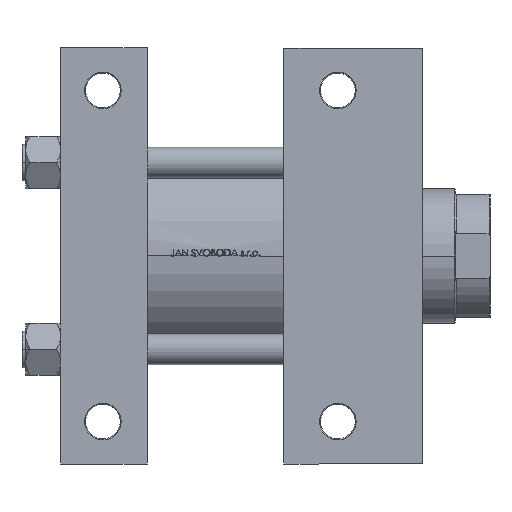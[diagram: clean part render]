
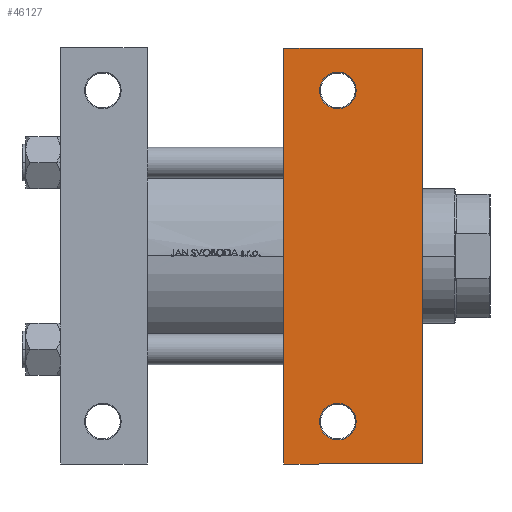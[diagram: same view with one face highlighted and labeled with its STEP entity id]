
A CAD part, front view. The second image highlights one B-rep face of the part: STEP entity #46127.
In plain terms, the highlighted face is planar.
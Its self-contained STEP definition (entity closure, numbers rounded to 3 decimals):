
#427 = EDGE_CURVE ( 'NONE', #29903, #10308, #4117, .T. ) ;
#434 = CARTESIAN_POINT ( 'NONE',  ( 144., -86., -65. ) ) ;
#1774 = CARTESIAN_POINT ( 'NONE',  ( 116., 108., -65. ) ) ;
#2456 = LINE ( 'NONE', #33381, #3310 ) ;
#2999 = EDGE_CURVE ( 'NONE', #12229, #49641, #9121, .T. ) ;
#3310 = VECTOR ( 'NONE', #25769, 1000. ) ;
#4117 = CIRCLE ( 'NONE', #30008, 9.499 ) ;
#4461 = CARTESIAN_POINT ( 'NONE',  ( 144., 86., -65. ) ) ;
#5445 = DIRECTION ( 'NONE',  ( 0., 0., 1. ) ) ;
#6532 = EDGE_CURVE ( 'NONE', #10308, #29903, #41351, .T. ) ;
#8275 = DIRECTION ( 'NONE',  ( 0., 1., 0. ) ) ;
#9121 = LINE ( 'NONE', #1774, #16138 ) ;
#9201 = AXIS2_PLACEMENT_3D ( 'NONE', #11149, #45626, #40388 ) ;
#9801 = EDGE_CURVE ( 'NONE', #12229, #15368, #2456, .T. ) ;
#10239 = CARTESIAN_POINT ( 'NONE',  ( 144., -86., -65. ) ) ;
#10308 = VERTEX_POINT ( 'NONE', #32576 ) ;
#10381 = CARTESIAN_POINT ( 'NONE',  ( 188., -108., -65. ) ) ;
#11149 = CARTESIAN_POINT ( 'NONE',  ( 144., 86., -65. ) ) ;
#11352 = ORIENTED_EDGE ( 'NONE', *, *, #47450, .T. ) ;
#12229 = VERTEX_POINT ( 'NONE', #12752 ) ;
#12752 = CARTESIAN_POINT ( 'NONE',  ( 116., 108., -65. ) ) ;
#13338 = CARTESIAN_POINT ( 'NONE',  ( 116., -108., -65. ) ) ;
#13761 = CARTESIAN_POINT ( 'NONE',  ( 116., -108., -65. ) ) ;
#14904 = CARTESIAN_POINT ( 'NONE',  ( 188., 108., -65. ) ) ;
#14942 = ORIENTED_EDGE ( 'NONE', *, *, #2999, .T. ) ;
#15106 = VECTOR ( 'NONE', #28669, 1000. ) ;
#15368 = VERTEX_POINT ( 'NONE', #13338 ) ;
#15572 = CIRCLE ( 'NONE', #20407, 9.499 ) ;
#16138 = VECTOR ( 'NONE', #39789, 1000. ) ;
#16569 = LINE ( 'NONE', #13761, #49874 ) ;
#17804 = CARTESIAN_POINT ( 'NONE',  ( 188., 65., -65. ) ) ;
#19496 = AXIS2_PLACEMENT_3D ( 'NONE', #10239, #5445, #48253 ) ;
#20407 = AXIS2_PLACEMENT_3D ( 'NONE', #4461, #42960, #27270 ) ;
#22478 = CARTESIAN_POINT ( 'NONE',  ( 153.499, 86., -65. ) ) ;
#23455 = ORIENTED_EDGE ( 'NONE', *, *, #26860, .T. ) ;
#24601 = CARTESIAN_POINT ( 'NONE',  ( 188., 65., -65. ) ) ;
#25769 = DIRECTION ( 'NONE',  ( 0., -1., 0. ) ) ;
#25915 = EDGE_LOOP ( 'NONE', ( #37299, #36682 ) ) ;
#26860 = EDGE_CURVE ( 'NONE', #38940, #15368, #16569, .T. ) ;
#27270 = DIRECTION ( 'NONE',  ( 0., 1., 0. ) ) ;
#27983 = AXIS2_PLACEMENT_3D ( 'NONE', #17804, #32536, #44169 ) ;
#28052 = DIRECTION ( 'NONE',  ( 0., 0., 1. ) ) ;
#28407 = LINE ( 'NONE', #24601, #15106 ) ;
#28669 = DIRECTION ( 'NONE',  ( 0., -1., 0. ) ) ;
#29903 = VERTEX_POINT ( 'NONE', #35739 ) ;
#29906 = VERTEX_POINT ( 'NONE', #48146 ) ;
#30008 = AXIS2_PLACEMENT_3D ( 'NONE', #434, #28052, #8275 ) ;
#31075 = CIRCLE ( 'NONE', #9201, 9.499 ) ;
#32536 = DIRECTION ( 'NONE',  ( 0., 0., -1. ) ) ;
#32576 = CARTESIAN_POINT ( 'NONE',  ( 134.501, -86., -65. ) ) ;
#32791 = PLANE ( 'NONE',  #27983 ) ;
#33041 = FACE_BOUND ( 'NONE', #25915, .T. ) ;
#33381 = CARTESIAN_POINT ( 'NONE',  ( 116., 65., -65. ) ) ;
#35739 = CARTESIAN_POINT ( 'NONE',  ( 153.499, -86., -65. ) ) ;
#35823 = VERTEX_POINT ( 'NONE', #22478 ) ;
#36075 = DIRECTION ( 'NONE',  ( -1., 0., 0. ) ) ;
#36682 = ORIENTED_EDGE ( 'NONE', *, *, #38535, .T. ) ;
#37299 = ORIENTED_EDGE ( 'NONE', *, *, #42249, .T. ) ;
#37568 = FACE_BOUND ( 'NONE', #44100, .T. ) ;
#38535 = EDGE_CURVE ( 'NONE', #35823, #29906, #15572, .T. ) ;
#38551 = ORIENTED_EDGE ( 'NONE', *, *, #6532, .T. ) ;
#38940 = VERTEX_POINT ( 'NONE', #10381 ) ;
#39789 = DIRECTION ( 'NONE',  ( 1., 0., 0. ) ) ;
#40388 = DIRECTION ( 'NONE',  ( 0., 1., 0. ) ) ;
#41351 = CIRCLE ( 'NONE', #19496, 9.499 ) ;
#42249 = EDGE_CURVE ( 'NONE', #29906, #35823, #31075, .T. ) ;
#42960 = DIRECTION ( 'NONE',  ( 0., 0., 1. ) ) ;
#43106 = ORIENTED_EDGE ( 'NONE', *, *, #427, .T. ) ;
#43397 = ORIENTED_EDGE ( 'NONE', *, *, #9801, .F. ) ;
#44100 = EDGE_LOOP ( 'NONE', ( #38551, #43106 ) ) ;
#44169 = DIRECTION ( 'NONE',  ( 0., 1., 0. ) ) ;
#45626 = DIRECTION ( 'NONE',  ( 0., 0., 1. ) ) ;
#46127 = ADVANCED_FACE ( 'NONE', ( #33041, #37568, #48469 ), #32791, .T. ) ;
#47127 = EDGE_LOOP ( 'NONE', ( #43397, #14942, #11352, #23455 ) ) ;
#47450 = EDGE_CURVE ( 'NONE', #49641, #38940, #28407, .T. ) ;
#48146 = CARTESIAN_POINT ( 'NONE',  ( 134.501, 86., -65. ) ) ;
#48253 = DIRECTION ( 'NONE',  ( 0., 1., 0. ) ) ;
#48469 = FACE_OUTER_BOUND ( 'NONE', #47127, .T. ) ;
#49641 = VERTEX_POINT ( 'NONE', #14904 ) ;
#49874 = VECTOR ( 'NONE', #36075, 1000. ) ;
